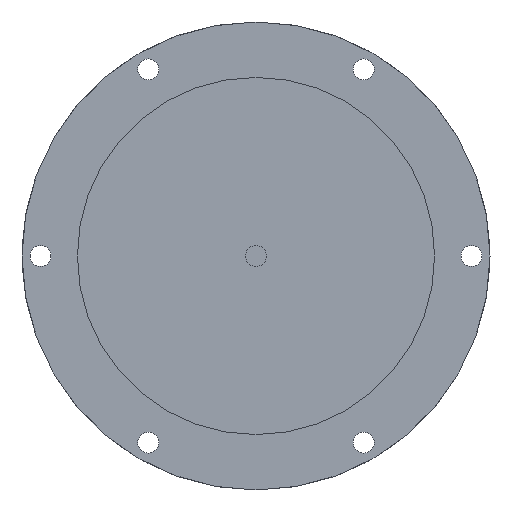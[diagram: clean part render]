
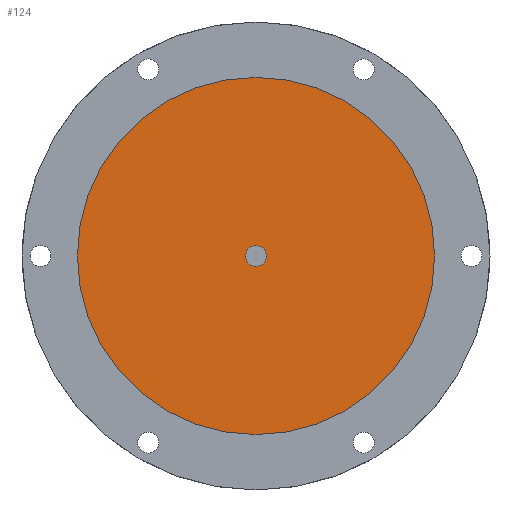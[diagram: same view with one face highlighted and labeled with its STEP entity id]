
A CAD part, left-side view. The second image highlights one B-rep face of the part: STEP entity #124.
In plain terms, the highlighted planar face has unit normal (-1, 0, 0).
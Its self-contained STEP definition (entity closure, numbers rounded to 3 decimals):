
#2 = EDGE_CURVE ( 'NONE', #708, #1014, #1568, .T. ) ;
#19 = CARTESIAN_POINT ( 'NONE',  ( 0., 0., 0. ) ) ;
#124 = ADVANCED_FACE ( 'NONE', ( #2069, #342 ), #2439, .F. ) ;
#158 = DIRECTION ( 'NONE',  ( 0., 0., 1. ) ) ;
#273 = DIRECTION ( 'NONE',  ( 0., 0., -1. ) ) ;
#342 = FACE_OUTER_BOUND ( 'NONE', #2179, .T. ) ;
#373 = AXIS2_PLACEMENT_3D ( 'NONE', #1949, #1564, #158 ) ;
#434 = ORIENTED_EDGE ( 'NONE', *, *, #2015, .T. ) ;
#460 = EDGE_CURVE ( 'NONE', #1014, #708, #1085, .T. ) ;
#680 = DIRECTION ( 'NONE',  ( 1., 0., 0. ) ) ;
#708 = VERTEX_POINT ( 'NONE', #1913 ) ;
#721 = CARTESIAN_POINT ( 'NONE',  ( 0., 0., 29. ) ) ;
#725 = ORIENTED_EDGE ( 'NONE', *, *, #1919, .T. ) ;
#804 = DIRECTION ( 'NONE',  ( 1., 0., 0. ) ) ;
#945 = CARTESIAN_POINT ( 'NONE',  ( 0., 0., 0. ) ) ;
#957 = DIRECTION ( 'NONE',  ( 0., 0., -1. ) ) ;
#1014 = VERTEX_POINT ( 'NONE', #1479 ) ;
#1069 = DIRECTION ( 'NONE',  ( 0., 0., 1. ) ) ;
#1085 = CIRCLE ( 'NONE', #1536, 1.7 ) ;
#1182 = ORIENTED_EDGE ( 'NONE', *, *, #460, .T. ) ;
#1220 = EDGE_LOOP ( 'NONE', ( #1182, #1537 ) ) ;
#1479 = CARTESIAN_POINT ( 'NONE',  ( 0., 0., -1.7 ) ) ;
#1481 = VERTEX_POINT ( 'NONE', #721 ) ;
#1513 = CIRCLE ( 'NONE', #2426, 29. ) ;
#1536 = AXIS2_PLACEMENT_3D ( 'NONE', #1636, #680, #273 ) ;
#1537 = ORIENTED_EDGE ( 'NONE', *, *, #2, .T. ) ;
#1564 = DIRECTION ( 'NONE',  ( -1., 0., 0. ) ) ;
#1568 = CIRCLE ( 'NONE', #1884, 1.7 ) ;
#1570 = DIRECTION ( 'NONE',  ( 0., 0., -1. ) ) ;
#1636 = CARTESIAN_POINT ( 'NONE',  ( 0., 0., 0. ) ) ;
#1693 = VERTEX_POINT ( 'NONE', #1766 ) ;
#1766 = CARTESIAN_POINT ( 'NONE',  ( 0., 0., -29. ) ) ;
#1869 = CIRCLE ( 'NONE', #373, 29. ) ;
#1884 = AXIS2_PLACEMENT_3D ( 'NONE', #19, #804, #1570 ) ;
#1913 = CARTESIAN_POINT ( 'NONE',  ( 0., 0., 1.7 ) ) ;
#1919 = EDGE_CURVE ( 'NONE', #1481, #1693, #1513, .T. ) ;
#1949 = CARTESIAN_POINT ( 'NONE',  ( 0., 0., 0. ) ) ;
#2015 = EDGE_CURVE ( 'NONE', #1693, #1481, #1869, .T. ) ;
#2069 = FACE_BOUND ( 'NONE', #1220, .T. ) ;
#2179 = EDGE_LOOP ( 'NONE', ( #725, #434 ) ) ;
#2257 = DIRECTION ( 'NONE',  ( 1., 0., 0. ) ) ;
#2279 = AXIS2_PLACEMENT_3D ( 'NONE', #945, #2257, #957 ) ;
#2421 = DIRECTION ( 'NONE',  ( -1., 0., 0. ) ) ;
#2426 = AXIS2_PLACEMENT_3D ( 'NONE', #2457, #2421, #1069 ) ;
#2439 = PLANE ( 'NONE',  #2279 ) ;
#2457 = CARTESIAN_POINT ( 'NONE',  ( 0., 0., 0. ) ) ;
